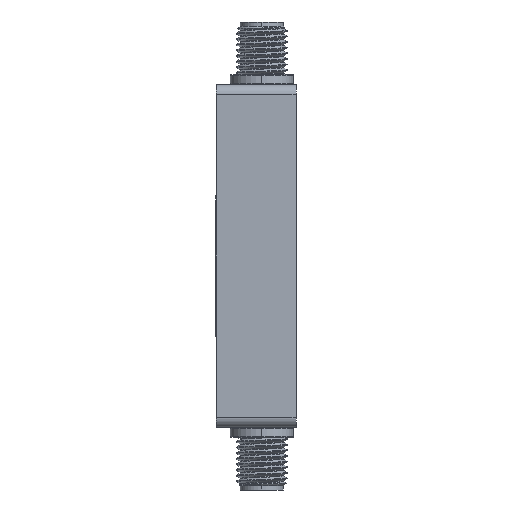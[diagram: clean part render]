
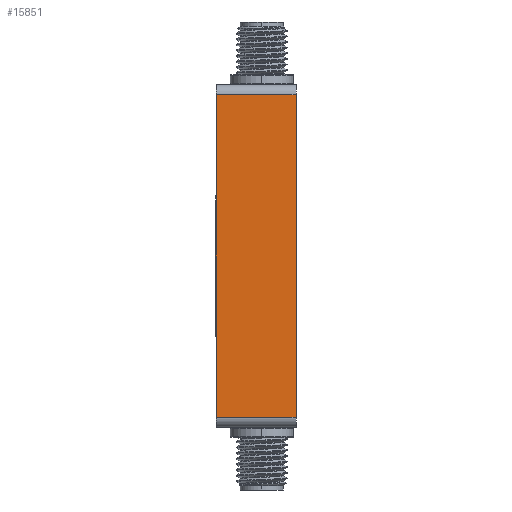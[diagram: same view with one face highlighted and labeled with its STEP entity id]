
A CAD part, left-side view. The second image highlights one B-rep face of the part: STEP entity #15851.
In plain terms, the highlighted planar face has unit normal (-1, 0, 0).
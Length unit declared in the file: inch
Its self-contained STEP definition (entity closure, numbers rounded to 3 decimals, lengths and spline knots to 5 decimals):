
#283 = EDGE_CURVE ( 'NONE', #9548, #25371, #15871, .T. ) ;
#631 = ORIENTED_EDGE ( 'NONE', *, *, #13665, .F. ) ;
#1154 = CARTESIAN_POINT ( 'NONE',  ( -1.10236, -0.19685, -0.79646 ) ) ;
#1787 = LINE ( 'NONE', #10464, #9705 ) ;
#2009 = EDGE_CURVE ( 'NONE', #25371, #14518, #20333, .T. ) ;
#5922 = DIRECTION ( 'NONE',  ( 0., -1., 0. ) ) ;
#7096 = VECTOR ( 'NONE', #28865, 39.37008 ) ;
#8262 = VECTOR ( 'NONE', #31148, 39.37008 ) ;
#9066 = VECTOR ( 'NONE', #15675, 39.37008 ) ;
#9548 = VERTEX_POINT ( 'NONE', #1154 ) ;
#9633 = EDGE_LOOP ( 'NONE', ( #16250, #26295, #631, #23112 ) ) ;
#9705 = VECTOR ( 'NONE', #5922, 39.37008 ) ;
#10464 = CARTESIAN_POINT ( 'NONE',  ( -1.10236, 0.19685, -0.79646 ) ) ;
#11205 = PLANE ( 'NONE',  #27441 ) ;
#11310 = DIRECTION ( 'NONE',  ( 1., 0., 0. ) ) ;
#11708 = CARTESIAN_POINT ( 'NONE',  ( -1.10236, 0.19685, 0.79646 ) ) ;
#12714 = EDGE_CURVE ( 'NONE', #28255, #9548, #1787, .T. ) ;
#13665 = EDGE_CURVE ( 'NONE', #28255, #14518, #25607, .T. ) ;
#14518 = VERTEX_POINT ( 'NONE', #28876 ) ;
#15317 = FACE_OUTER_BOUND ( 'NONE', #9633, .T. ) ;
#15675 = DIRECTION ( 'NONE',  ( 0., 0., 1. ) ) ;
#15851 = ADVANCED_FACE ( 'NONE', ( #15317 ), #11205, .F. ) ;
#15871 = LINE ( 'NONE', #27625, #9066 ) ;
#16250 = ORIENTED_EDGE ( 'NONE', *, *, #283, .T. ) ;
#17198 = CARTESIAN_POINT ( 'NONE',  ( -1.10236, 0.19685, 0.84646 ) ) ;
#18569 = DIRECTION ( 'NONE',  ( 0., 0., -1. ) ) ;
#20333 = LINE ( 'NONE', #11708, #8262 ) ;
#20828 = CARTESIAN_POINT ( 'NONE',  ( -1.10236, 0.19685, -0.79646 ) ) ;
#23112 = ORIENTED_EDGE ( 'NONE', *, *, #12714, .T. ) ;
#25371 = VERTEX_POINT ( 'NONE', #27053 ) ;
#25607 = LINE ( 'NONE', #17198, #7096 ) ;
#26295 = ORIENTED_EDGE ( 'NONE', *, *, #2009, .T. ) ;
#27053 = CARTESIAN_POINT ( 'NONE',  ( -1.10236, -0.19685, 0.79646 ) ) ;
#27441 = AXIS2_PLACEMENT_3D ( 'NONE', #30545, #11310, #18569 ) ;
#27625 = CARTESIAN_POINT ( 'NONE',  ( -1.10236, -0.19685, 0.84646 ) ) ;
#28255 = VERTEX_POINT ( 'NONE', #20828 ) ;
#28865 = DIRECTION ( 'NONE',  ( 0., 0., 1. ) ) ;
#28876 = CARTESIAN_POINT ( 'NONE',  ( -1.10236, 0.19685, 0.79646 ) ) ;
#30545 = CARTESIAN_POINT ( 'NONE',  ( -1.10236, 0.19685, 0.84646 ) ) ;
#31148 = DIRECTION ( 'NONE',  ( 0., 1., 0. ) ) ;
